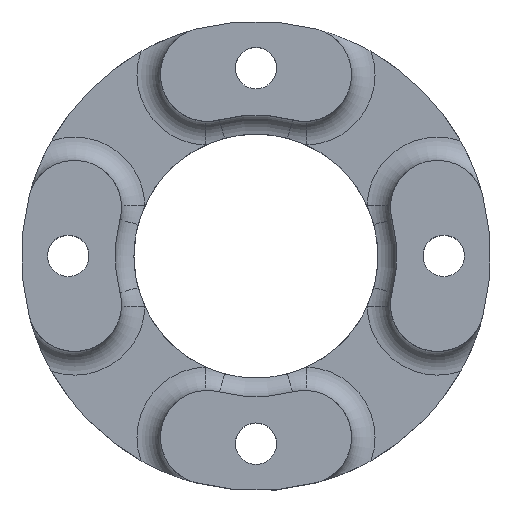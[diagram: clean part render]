
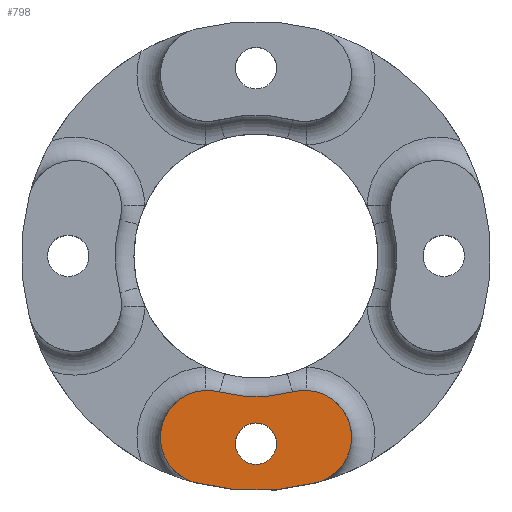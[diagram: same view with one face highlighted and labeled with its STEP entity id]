
A CAD part, top view. The second image highlights one B-rep face of the part: STEP entity #798.
In plain terms, the highlighted planar face has unit normal (0, 0, 1).
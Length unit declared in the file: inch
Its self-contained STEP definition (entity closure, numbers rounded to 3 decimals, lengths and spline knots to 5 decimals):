
#17=FACE_BOUND('',#188,.T.);
#30=PLANE('',#939);
#138=FACE_OUTER_BOUND('',#187,.T.);
#187=EDGE_LOOP('',(#692,#693,#694,#695));
#188=EDGE_LOOP('',(#696));
#245=CIRCLE('',#862,0.25);
#246=CIRCLE('',#864,0.75);
#247=CIRCLE('',#866,0.25);
#286=CIRCLE('',#926,0.1105);
#294=CIRCLE('',#940,1.25);
#328=VERTEX_POINT('',#1376);
#329=VERTEX_POINT('',#1378);
#330=VERTEX_POINT('',#1382);
#331=VERTEX_POINT('',#1386);
#367=VERTEX_POINT('',#1559);
#416=EDGE_CURVE('',#329,#328,#245,.T.);
#419=EDGE_CURVE('',#328,#330,#246,.T.);
#421=EDGE_CURVE('',#330,#331,#247,.T.);
#479=EDGE_CURVE('',#367,#367,#286,.T.);
#489=EDGE_CURVE('',#331,#329,#294,.T.);
#692=ORIENTED_EDGE('',*,*,#421,.T.);
#693=ORIENTED_EDGE('',*,*,#489,.T.);
#694=ORIENTED_EDGE('',*,*,#416,.T.);
#695=ORIENTED_EDGE('',*,*,#419,.T.);
#696=ORIENTED_EDGE('',*,*,#479,.T.);
#798=ADVANCED_FACE('',(#138,#17),#30,.T.);
#862=AXIS2_PLACEMENT_3D('',#1379,#1045,#1046);
#864=AXIS2_PLACEMENT_3D('',#1384,#1051,#1052);
#866=AXIS2_PLACEMENT_3D('',#1388,#1056,#1057);
#926=AXIS2_PLACEMENT_3D('',#1561,#1187,#1188);
#939=AXIS2_PLACEMENT_3D('',#1579,#1215,#1216);
#940=AXIS2_PLACEMENT_3D('',#1580,#1217,#1218);
#1045=DIRECTION('center_axis',(0.,0.,1.));
#1046=DIRECTION('ref_axis',(0.259,-0.966,0.));
#1051=DIRECTION('center_axis',(0.,0.,-1.));
#1052=DIRECTION('ref_axis',(-0.259,-0.966,0.));
#1056=DIRECTION('center_axis',(0.,0.,1.));
#1057=DIRECTION('ref_axis',(0.259,0.966,0.));
#1187=DIRECTION('center_axis',(0.,0.,-1.));
#1188=DIRECTION('ref_axis',(-1.,0.,0.));
#1215=DIRECTION('center_axis',(0.,0.,1.));
#1216=DIRECTION('ref_axis',(1.,0.,0.));
#1217=DIRECTION('center_axis',(0.,0.,1.));
#1218=DIRECTION('ref_axis',(-0.259,-0.966,0.));
#1376=CARTESIAN_POINT('',(0.19411,-0.72444,0.875));
#1378=CARTESIAN_POINT('',(0.32352,-1.20741,0.875));
#1379=CARTESIAN_POINT('Origin',(0.25882,-0.96593,0.875));
#1382=CARTESIAN_POINT('',(-0.19411,-0.72444,0.875));
#1384=CARTESIAN_POINT('Origin',(0.,0.,0.875));
#1386=CARTESIAN_POINT('',(-0.32352,-1.20741,0.875));
#1388=CARTESIAN_POINT('Origin',(-0.25882,-0.96593,0.875));
#1559=CARTESIAN_POINT('',(0.1105,-1.,0.875));
#1561=CARTESIAN_POINT('Origin',(0.,-1.,0.875));
#1579=CARTESIAN_POINT('Origin',(0.,-0.98296,
0.875));
#1580=CARTESIAN_POINT('Origin',(0.,0.,0.875));
